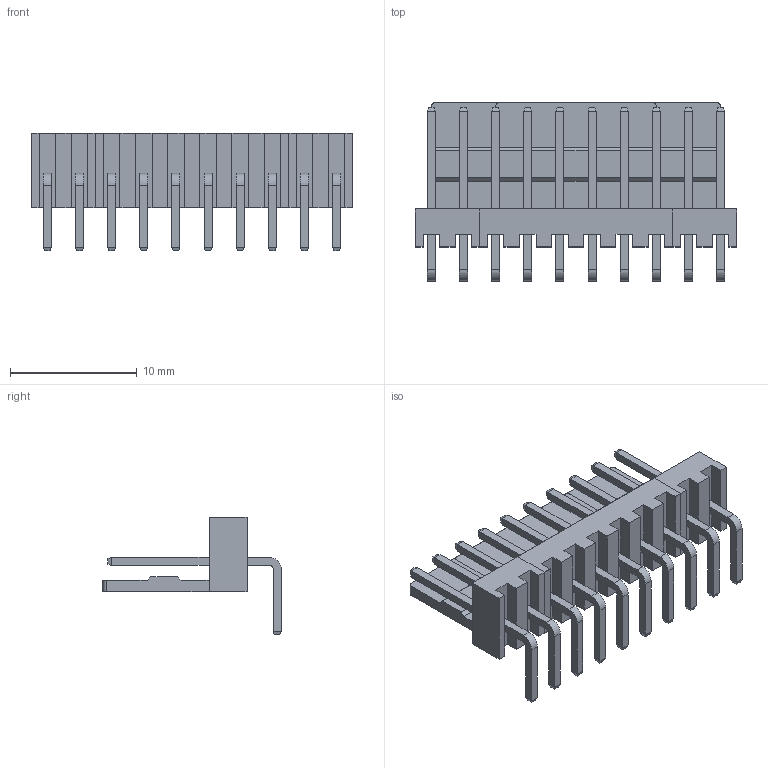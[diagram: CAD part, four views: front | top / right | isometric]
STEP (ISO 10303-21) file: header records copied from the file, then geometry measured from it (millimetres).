
FILE_DESCRIPTION(('STEP AP214'), '1');
FILE_NAME('User Library-DS1070-8MR (WF-8RA CONNFLY) _ User Library-DS1070-8MR (WF-8RA CONNFLY)', '2020-03-18T13:06:00', (''), (''), 'ASCON STEP Converter 1.3', 'ASCON Math Kernel', '');
FILE_SCHEMA(('AUTOMOTIVE_DESIGN { 1 0 10303 214 3 1 1}'));
Length unit declared in the file: millimetre
Products named in the file (1): User Library-DS1070-8MR (WF-8RA CONNFLY)
Bounding box: 25.4 x 14.1 x 9.3 mm (x, y, z)
Volume: 1000.9 mm3; surface area: 2264.1 mm2
Topology: 2 solids, 2 shells, 448 faces, 1108 edges, 696 vertices
Faces by surface type: plane 412, cylinder 36
Entity records: 16509 total; most frequent: CARTESIAN_POINT 2253, ORIENTED_EDGE 2216, DIRECTION 2078, EDGE_CURVE 1108, LINE 1036, VECTOR 1036, VERTEX_POINT 696, AXIS2_PLACEMENT_3D 521
